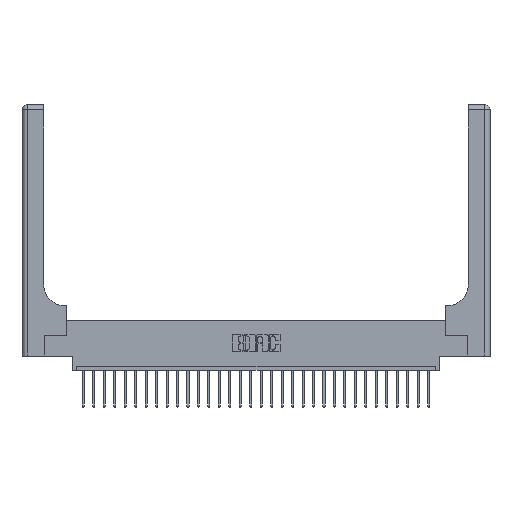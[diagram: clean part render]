
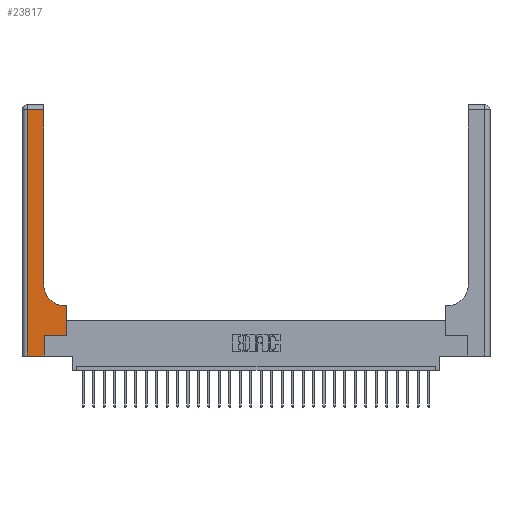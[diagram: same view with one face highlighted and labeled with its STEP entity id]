
A CAD part, top view. The second image highlights one B-rep face of the part: STEP entity #23817.
In plain terms, the highlighted planar face has unit normal (0, 0, 1).
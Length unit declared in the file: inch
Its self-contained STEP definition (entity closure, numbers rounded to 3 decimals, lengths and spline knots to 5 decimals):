
#259 = DIRECTION ( 'NONE',  ( 0., 1., 0. ) ) ;
#370 = CARTESIAN_POINT ( 'NONE',  ( 0.06, 0., 0.37 ) ) ;
#641 = CARTESIAN_POINT ( 'NONE',  ( 0.26, 0.85, 0.37 ) ) ;
#728 = LINE ( 'NONE', #5109, #10912 ) ;
#855 = EDGE_CURVE ( 'NONE', #11513, #22796, #5876, .T. ) ;
#862 = DIRECTION ( 'NONE',  ( -1., 0., 0. ) ) ;
#1590 = DIRECTION ( 'NONE',  ( 0., 1., 0. ) ) ;
#2386 = LINE ( 'NONE', #9166, #22692 ) ;
#2594 = ORIENTED_EDGE ( 'NONE', *, *, #9491, .T. ) ;
#3573 = DIRECTION ( 'NONE',  ( -1., 0., 0. ) ) ;
#3656 = CARTESIAN_POINT ( 'NONE',  ( 0.265, 0.25, 0.37 ) ) ;
#3660 = CIRCLE ( 'NONE', #18089, 0.25 ) ;
#3851 = CARTESIAN_POINT ( 'NONE',  ( 0.265, 0., 0.37 ) ) ;
#4506 = CARTESIAN_POINT ( 'NONE',  ( 0.528, 0.25, 0.37 ) ) ;
#4653 = DIRECTION ( 'NONE',  ( 0., 1., 0. ) ) ;
#4877 = CARTESIAN_POINT ( 'NONE',  ( 0.06, 3., 0.37 ) ) ;
#5109 = CARTESIAN_POINT ( 'NONE',  ( 0.26, 0.6, 0.37 ) ) ;
#5424 = CARTESIAN_POINT ( 'NONE',  ( 0.06, 2.94, 0.37 ) ) ;
#5876 = LINE ( 'NONE', #24945, #25458 ) ;
#7022 = VERTEX_POINT ( 'NONE', #21970 ) ;
#7278 = LINE ( 'NONE', #4877, #11285 ) ;
#7302 = VERTEX_POINT ( 'NONE', #14888 ) ;
#7605 = CARTESIAN_POINT ( 'NONE',  ( 0.265, 0.25, 0.37 ) ) ;
#7856 = EDGE_CURVE ( 'NONE', #7302, #22986, #25584, .T. ) ;
#7885 = EDGE_CURVE ( 'NONE', #20926, #7302, #14739, .T. ) ;
#8914 = ORIENTED_EDGE ( 'NONE', *, *, #855, .T. ) ;
#9166 = CARTESIAN_POINT ( 'NONE',  ( 0.26, 3., 0.37 ) ) ;
#9399 = VECTOR ( 'NONE', #1590, 39.37008 ) ;
#9491 = EDGE_CURVE ( 'NONE', #22986, #25270, #26677, .T. ) ;
#10603 = DIRECTION ( 'NONE',  ( 1., 0., 0. ) ) ;
#10912 = VECTOR ( 'NONE', #862, 39.37008 ) ;
#11285 = VECTOR ( 'NONE', #17731, 39.37008 ) ;
#11513 = VERTEX_POINT ( 'NONE', #17263 ) ;
#12038 = CARTESIAN_POINT ( 'NONE',  ( 0., 3., 0.37 ) ) ;
#14363 = DIRECTION ( 'NONE',  ( -1., 0., 0. ) ) ;
#14483 = EDGE_CURVE ( 'NONE', #7022, #14588, #728, .T. ) ;
#14588 = VERTEX_POINT ( 'NONE', #20067 ) ;
#14739 = LINE ( 'NONE', #23474, #18878 ) ;
#14888 = CARTESIAN_POINT ( 'NONE',  ( 0.265, 0., 0.37 ) ) ;
#15027 = EDGE_CURVE ( 'NONE', #22796, #20926, #7278, .T. ) ;
#15872 = ORIENTED_EDGE ( 'NONE', *, *, #15027, .T. ) ;
#15966 = DIRECTION ( 'NONE',  ( 1., 0., 0. ) ) ;
#16176 = EDGE_CURVE ( 'NONE', #14588, #18186, #3660, .T. ) ;
#16448 = PLANE ( 'NONE',  #18660 ) ;
#16744 = VECTOR ( 'NONE', #15966, 39.37008 ) ;
#17263 = CARTESIAN_POINT ( 'NONE',  ( 0.26, 2.94, 0.37 ) ) ;
#17731 = DIRECTION ( 'NONE',  ( 0., -1., 0. ) ) ;
#18089 = AXIS2_PLACEMENT_3D ( 'NONE', #22880, #20043, #21167 ) ;
#18186 = VERTEX_POINT ( 'NONE', #641 ) ;
#18255 = ORIENTED_EDGE ( 'NONE', *, *, #20650, .T. ) ;
#18660 = AXIS2_PLACEMENT_3D ( 'NONE', #12038, #18962, #3573 ) ;
#18821 = ORIENTED_EDGE ( 'NONE', *, *, #14483, .T. ) ;
#18878 = VECTOR ( 'NONE', #10603, 39.37008 ) ;
#18962 = DIRECTION ( 'NONE',  ( 0., 0., -1. ) ) ;
#20043 = DIRECTION ( 'NONE',  ( 0., 0., -1. ) ) ;
#20067 = CARTESIAN_POINT ( 'NONE',  ( 0.51, 0.6, 0.37 ) ) ;
#20650 = EDGE_CURVE ( 'NONE', #18186, #11513, #2386, .T. ) ;
#20926 = VERTEX_POINT ( 'NONE', #370 ) ;
#21167 = DIRECTION ( 'NONE',  ( 1., 0., 0. ) ) ;
#21320 = LINE ( 'NONE', #4506, #26807 ) ;
#21970 = CARTESIAN_POINT ( 'NONE',  ( 0.528, 0.6, 0.37 ) ) ;
#22208 = ORIENTED_EDGE ( 'NONE', *, *, #16176, .T. ) ;
#22346 = CARTESIAN_POINT ( 'NONE',  ( 0.528, 0.25, 0.37 ) ) ;
#22692 = VECTOR ( 'NONE', #4653, 39.37008 ) ;
#22796 = VERTEX_POINT ( 'NONE', #5424 ) ;
#22880 = CARTESIAN_POINT ( 'NONE',  ( 0.51, 0.85, 0.37 ) ) ;
#22928 = FACE_OUTER_BOUND ( 'NONE', #23393, .T. ) ;
#22986 = VERTEX_POINT ( 'NONE', #3656 ) ;
#23393 = EDGE_LOOP ( 'NONE', ( #18255, #8914, #15872, #25329, #26705, #2594, #26163, #18821, #22208 ) ) ;
#23474 = CARTESIAN_POINT ( 'NONE',  ( 0., 0., 0.37 ) ) ;
#23817 = ADVANCED_FACE ( 'NONE', ( #22928 ), #16448, .F. ) ;
#24329 = EDGE_CURVE ( 'NONE', #25270, #7022, #21320, .T. ) ;
#24945 = CARTESIAN_POINT ( 'NONE',  ( 0., 2.94, 0.37 ) ) ;
#25270 = VERTEX_POINT ( 'NONE', #22346 ) ;
#25329 = ORIENTED_EDGE ( 'NONE', *, *, #7885, .T. ) ;
#25458 = VECTOR ( 'NONE', #14363, 39.37008 ) ;
#25584 = LINE ( 'NONE', #3851, #9399 ) ;
#26163 = ORIENTED_EDGE ( 'NONE', *, *, #24329, .T. ) ;
#26677 = LINE ( 'NONE', #7605, #16744 ) ;
#26705 = ORIENTED_EDGE ( 'NONE', *, *, #7856, .T. ) ;
#26807 = VECTOR ( 'NONE', #259, 39.37008 ) ;
